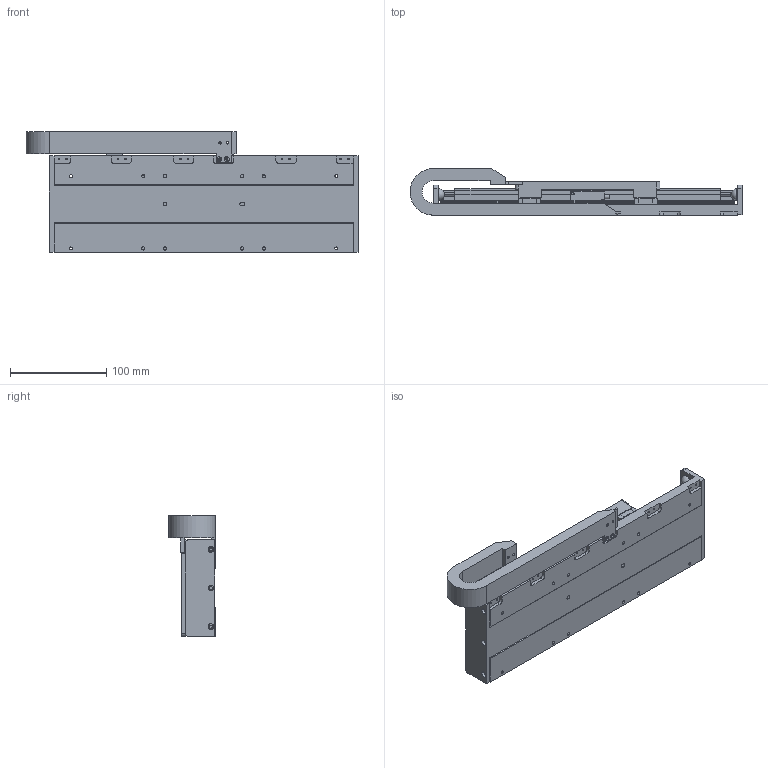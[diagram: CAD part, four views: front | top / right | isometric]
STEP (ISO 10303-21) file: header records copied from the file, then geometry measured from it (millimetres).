
FILE_DESCRIPTION(/* description */ (''),/* implementation_level */ '2;1');
FILE_NAME(/* name */ 'MSR100L150PLDE1H1L1CM13X0_2021-05-24_16-56-53 v4.step',/* time_stamp */ '2022-05-31T17:56:51+02:00',/* author */ (''),/* organization */ (''),/* preprocessor_version */ 'ST-DEVELOPER v19',/* originating_system */ 'Autodesk Translation Framework v11.7.0.108',/* authorisation */ '');
FILE_SCHEMA (('AUTOMOTIVE_DESIGN { 1 0 10303 214 3 1 1 }'));
Length unit declared in the file: millimetre
Products named in the file (5): MSR100L150PLDE1H1L1CM13X0_2021-05-24_16-56-53; _MSR100150LD-B; _MSR100-S; _MSR100LD-C; _MSR100150LD-CC
Assembly tree (4 placements, depth 2):
  MSR100L150PLDE1H1L1CM13X0_2021-05-24_16-56-53
    _MSR100150LD-B
    _MSR100-S
    _MSR100LD-C
    _MSR100150LD-CC
Bounding box: 344.12 x 48.25 x 125 mm (x, y, z)
Volume: 643904.7 mm3; surface area: 243116.4 mm2
Topology: 4 solids, 4 shells, 888 faces, 2488 edges, 1653 vertices
Faces by surface type: plane 545, cylinder 319, cone 20, sphere 4
Full cylindrical faces by diameter (mm): 1.57 x14, 2.13 x4, 2.459 x8, 2.5 x22, 3 x18, 3.18 x7, 3.242 x10, 3.4 x18, 4 x5, 4.5 x18, 5 x9, 5.08 x1, 6 x22, 11.8 x4
Entity records: 30353 total; most frequent: CARTESIAN_POINT 5543, ORIENTED_EDGE 4950, DIRECTION 4898, EDGE_CURVE 2475, LINE 1706, VECTOR 1706, VERTEX_POINT 1653, AXIS2_PLACEMENT_3D 1596
